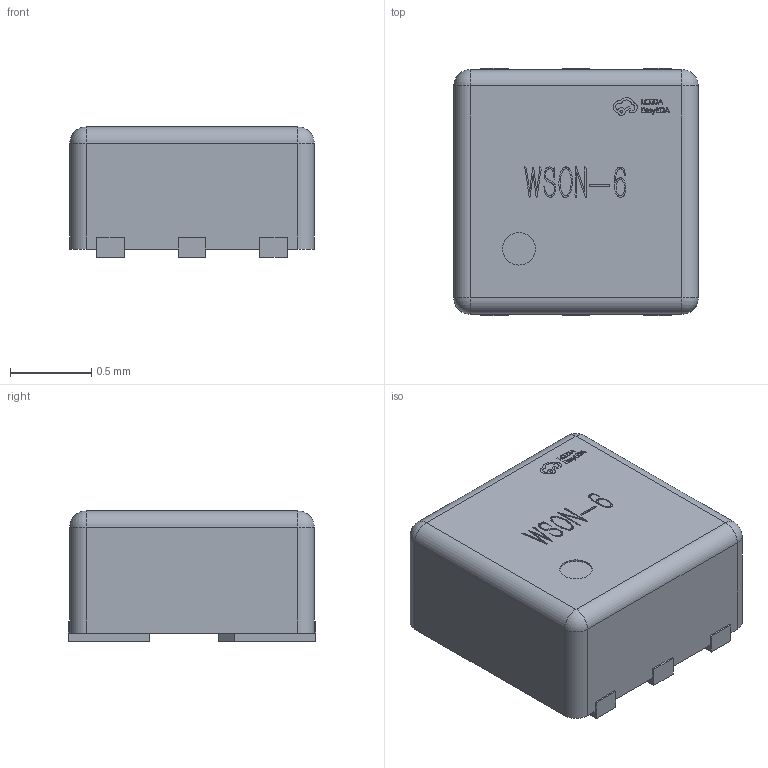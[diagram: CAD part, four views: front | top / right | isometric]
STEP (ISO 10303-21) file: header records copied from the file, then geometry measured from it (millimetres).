
FILE_DESCRIPTION (( 'STEP AP214' ), '1' );
FILE_NAME ('WSON-6_L1.5-W1.5-H0.8-P0.50-TL.step', '2022-07-26T09:36:51', ( '' ), ( '' ), 'SwSTEP 2.0', 'SolidWorks 2020', '' );
FILE_SCHEMA (( 'AUTOMOTIVE_DESIGN' ));
Length unit declared in the file: millimetre
Products named in the file (1): WSON-6_L1.5-W1.5-H0.8-P0.50-TL
Bounding box: 1.5 x 1.52 x 0.8 mm (x, y, z)
Volume: 1.7 mm3; surface area: 9.2 mm2
Topology: 14 solids, 14 shells, 505 faces, 1375 edges, 910 vertices
Faces by surface type: plane 305, bspline 186, cylinder 10, sphere 4
Entity records: 26143 total; most frequent: CARTESIAN_POINT 8941, ORIENTED_EDGE 2742, DIRECTION 1655, EDGE_CURVE 1371, VECTOR 975, LINE 975, VERTEX_POINT 910, EDGE_LOOP 533
